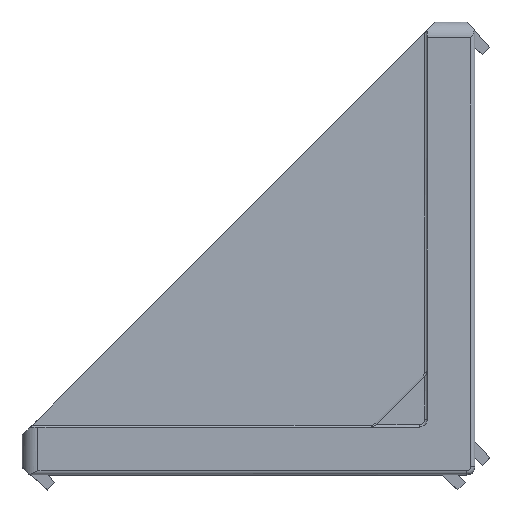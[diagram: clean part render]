
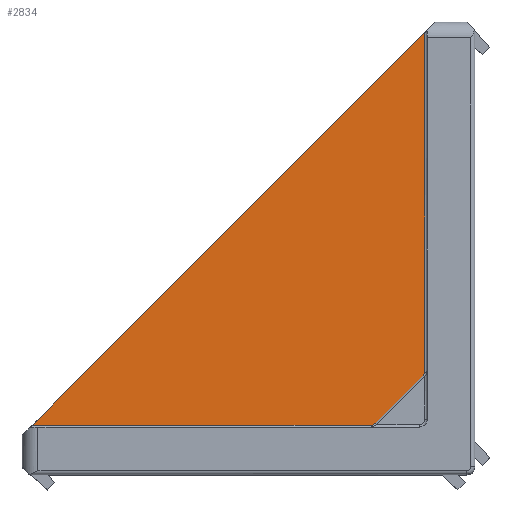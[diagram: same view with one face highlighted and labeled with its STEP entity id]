
A CAD part, top view. The second image highlights one B-rep face of the part: STEP entity #2834.
In plain terms, the highlighted planar face has unit normal (-0.012, 0.012, 1).
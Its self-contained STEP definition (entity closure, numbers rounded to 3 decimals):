
#42=(
BOUNDED_CURVE()
B_SPLINE_CURVE(3,(#4924,#4925,#4926,#4927,#4928,#4929),.UNSPECIFIED.,.F.,
 .F.)
B_SPLINE_CURVE_WITH_KNOTS((4,2,4),(2.356,3.142,3.927),
 .UNSPECIFIED.)
CURVE()
GEOMETRIC_REPRESENTATION_ITEM()
RATIONAL_B_SPLINE_CURVE((1.,1.,1.,1.,1.,1.))
REPRESENTATION_ITEM('')
);
#57=PLANE('',#3064);
#254=LINE('',#4895,#526);
#262=LINE('',#4930,#534);
#263=LINE('',#4931,#535);
#526=VECTOR('',#3497,1000.);
#534=VECTOR('',#3517,1000.);
#535=VECTOR('',#3518,1000.);
#774=FACE_OUTER_BOUND('',#952,.T.);
#952=EDGE_LOOP('',(#2148,#2149,#2150,#2151));
#1389=VERTEX_POINT('',#4892);
#1390=VERTEX_POINT('',#4894);
#1398=VERTEX_POINT('',#4922);
#1399=VERTEX_POINT('',#4923);
#1678=EDGE_CURVE('',#1389,#1390,#254,.T.);
#1690=EDGE_CURVE('',#1398,#1399,#42,.T.);
#1691=EDGE_CURVE('',#1399,#1390,#262,.T.);
#1692=EDGE_CURVE('',#1389,#1398,#263,.T.);
#2148=ORIENTED_EDGE('',*,*,#1690,.T.);
#2149=ORIENTED_EDGE('',*,*,#1691,.T.);
#2150=ORIENTED_EDGE('',*,*,#1678,.F.);
#2151=ORIENTED_EDGE('',*,*,#1692,.T.);
#2834=ADVANCED_FACE('',(#774),#57,.T.);
#3064=AXIS2_PLACEMENT_3D('',#4921,#3515,#3516);
#3497=DIRECTION('',(0.707,0.707,0.));
#3515=DIRECTION('center_axis',(-0.012,0.012,1.));
#3516=DIRECTION('ref_axis',(1.,0.,0.012));
#3517=DIRECTION('',(0.,1.,-0.012));
#3518=DIRECTION('',(1.,0.,0.012));
#4892=CARTESIAN_POINT('',(-55.704,6.296,-9.));
#4894=CARTESIAN_POINT('',(-6.296,55.704,-9.));
#4895=CARTESIAN_POINT('',(-57.,5.,-9.));
#4921=CARTESIAN_POINT('Origin',(-57.,5.,-9.));
#4922=CARTESIAN_POINT('',(-6.996,6.296,-8.399));
#4923=CARTESIAN_POINT('',(-6.296,6.996,-8.399));
#4924=CARTESIAN_POINT('Ctrl Pts',(-6.996,6.296,-8.399));
#4925=CARTESIAN_POINT('Ctrl Pts',(-6.813,6.296,-8.397));
#4926=CARTESIAN_POINT('Ctrl Pts',(-6.631,6.372,-8.395));
#4927=CARTESIAN_POINT('Ctrl Pts',(-6.372,6.631,-8.395));
#4928=CARTESIAN_POINT('Ctrl Pts',(-6.296,6.813,-8.397));
#4929=CARTESIAN_POINT('Ctrl Pts',(-6.296,6.996,-8.399));
#4930=CARTESIAN_POINT('',(-6.296,56.,-9.004));
#4931=CARTESIAN_POINT('',(-7.,6.296,-8.399));
